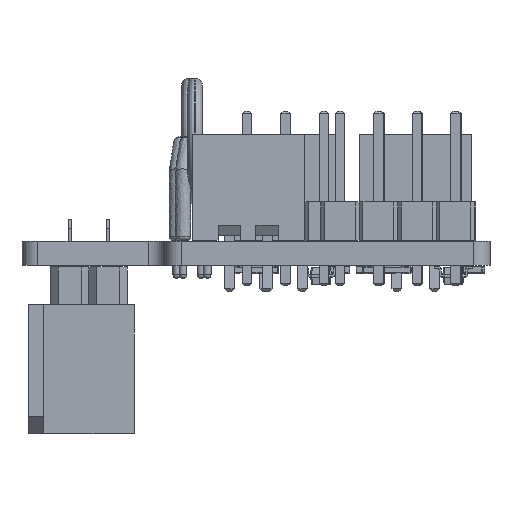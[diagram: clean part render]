
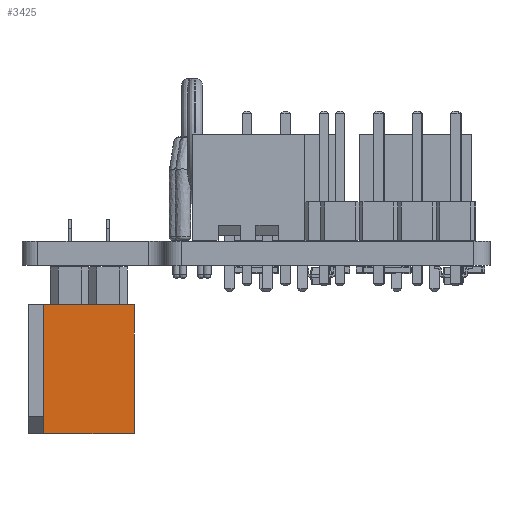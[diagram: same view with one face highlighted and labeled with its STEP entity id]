
A CAD part, front view. The second image highlights one B-rep face of the part: STEP entity #3425.
In plain terms, the highlighted free-form (B-spline) face has degree [1, 1] with [2, 2] control points.
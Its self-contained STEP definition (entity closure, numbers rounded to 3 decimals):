
#240 = B_SPLINE_SURFACE_WITH_KNOTS('',1,1,(
    (#241,#242)
    ,(#243,#244
    )),.UNSPECIFIED.,.F.,.F.,.F.,(2,2),(2,2),(-12.9,0.2),(-1.46,5.54),
  .PIECEWISE_BEZIER_KNOTS.);
#241 = CARTESIAN_POINT('',(2.73,1.47,0.));
#242 = CARTESIAN_POINT('',(-4.27,1.47,0.));
#243 = CARTESIAN_POINT('',(2.73,-11.63,0.));
#244 = CARTESIAN_POINT('',(-4.27,-11.63,0.));
#2424 = VERTEX_POINT('',#2425);
#2425 = CARTESIAN_POINT('',(-4.27,-11.63,0.));
#2437 = B_SPLINE_SURFACE_WITH_KNOTS('',1,1,(
    (#2438,#2439)
    ,(#2440,#2441
    )),.UNSPECIFIED.,.F.,.F.,.F.,(2,2),(2,2),(-4.25,4.25),(-6.55,6.55),
  .PIECEWISE_BEZIER_KNOTS.);
#2438 = CARTESIAN_POINT('',(-4.27,-11.63,8.5));
#2439 = CARTESIAN_POINT('',(-4.27,1.47,8.5));
#2440 = CARTESIAN_POINT('',(-4.27,-11.63,0.));
#2441 = CARTESIAN_POINT('',(-4.27,1.47,0.));
#2574 = VERTEX_POINT('',#2575);
#2575 = CARTESIAN_POINT('',(1.73,-11.63,0.));
#2587 = B_SPLINE_SURFACE_WITH_KNOTS('',1,1,(
    (#2588,#2589)
    ,(#2590,#2591
  )),.UNSPECIFIED.,.F.,.F.,.F.,(2,2),(2,2),(-6.55,-0.75),(-4.25,4.25),
  .PIECEWISE_BEZIER_KNOTS.);
#2588 = CARTESIAN_POINT('',(1.73,-11.63,0.));
#2589 = CARTESIAN_POINT('',(1.73,-11.63,8.5));
#2590 = CARTESIAN_POINT('',(1.73,-5.83,0.));
#2591 = CARTESIAN_POINT('',(1.73,-5.83,8.5));
#2598 = EDGE_CURVE('',#2574,#2424,#2599,.T.);
#2599 = SURFACE_CURVE('',#2600,(#2603,#2609),.PCURVE_S1.);
#2600 = B_SPLINE_CURVE_WITH_KNOTS('',1,(#2601,#2602),.UNSPECIFIED.,.F.,
  .F.,(2,2),(0.,6.),.PIECEWISE_BEZIER_KNOTS.);
#2601 = CARTESIAN_POINT('',(1.73,-11.63,0.));
#2602 = CARTESIAN_POINT('',(-4.27,-11.63,0.));
#2603 = PCURVE('',#240,#2604);
#2604 = DEFINITIONAL_REPRESENTATION('',(#2605),#2608);
#2605 = B_SPLINE_CURVE_WITH_KNOTS('',1,(#2606,#2607),.UNSPECIFIED.,.F.,
  .F.,(2,2),(0.,6.),.PIECEWISE_BEZIER_KNOTS.);
#2606 = CARTESIAN_POINT('',(0.2,-0.46));
#2607 = CARTESIAN_POINT('',(0.2,5.54));
#2608 = ( GEOMETRIC_REPRESENTATION_CONTEXT(2) 
PARAMETRIC_REPRESENTATION_CONTEXT() REPRESENTATION_CONTEXT('2D SPACE',''
  ) );
#2609 = PCURVE('',#2610,#2615);
#2610 = B_SPLINE_SURFACE_WITH_KNOTS('',1,1,(
    (#2611,#2612)
    ,(#2613,#2614
    )),.UNSPECIFIED.,.F.,.F.,.F.,(2,2),(2,2),(0.,8.5),(0.,6.),
  .PIECEWISE_BEZIER_KNOTS.);
#2611 = CARTESIAN_POINT('',(1.73,-11.63,0.));
#2612 = CARTESIAN_POINT('',(-4.27,-11.63,0.));
#2613 = CARTESIAN_POINT('',(1.73,-11.63,8.5));
#2614 = CARTESIAN_POINT('',(-4.27,-11.63,8.5));
#2615 = DEFINITIONAL_REPRESENTATION('',(#2616),#2619);
#2616 = B_SPLINE_CURVE_WITH_KNOTS('',1,(#2617,#2618),.UNSPECIFIED.,.F.,
  .F.,(2,2),(0.,6.),.PIECEWISE_BEZIER_KNOTS.);
#2617 = CARTESIAN_POINT('',(0.,0.));
#2618 = CARTESIAN_POINT('',(0.,6.));
#2619 = ( GEOMETRIC_REPRESENTATION_CONTEXT(2) 
PARAMETRIC_REPRESENTATION_CONTEXT() REPRESENTATION_CONTEXT('2D SPACE',''
  ) );
#3110 = B_SPLINE_SURFACE_WITH_KNOTS('',1,1,(
    (#3111,#3112)
    ,(#3113,#3114
    )),.UNSPECIFIED.,.F.,.F.,.F.,(2,2),(2,2),(0.,13.1),(-1.,6.),
  .PIECEWISE_BEZIER_KNOTS.);
#3111 = CARTESIAN_POINT('',(2.73,-11.63,8.5));
#3112 = CARTESIAN_POINT('',(-4.27,-11.63,8.5));
#3113 = CARTESIAN_POINT('',(2.73,1.47,8.5));
#3114 = CARTESIAN_POINT('',(-4.27,1.47,8.5));
#3300 = VERTEX_POINT('',#3301);
#3301 = CARTESIAN_POINT('',(1.73,-11.63,8.5));
#3319 = EDGE_CURVE('',#2574,#3300,#3320,.T.);
#3320 = SURFACE_CURVE('',#3321,(#3324,#3330),.PCURVE_S1.);
#3321 = B_SPLINE_CURVE_WITH_KNOTS('',1,(#3322,#3323),.UNSPECIFIED.,.F.,
  .F.,(2,2),(0.,8.5),.PIECEWISE_BEZIER_KNOTS.);
#3322 = CARTESIAN_POINT('',(1.73,-11.63,0.));
#3323 = CARTESIAN_POINT('',(1.73,-11.63,8.5));
#3324 = PCURVE('',#2587,#3325);
#3325 = DEFINITIONAL_REPRESENTATION('',(#3326),#3329);
#3326 = B_SPLINE_CURVE_WITH_KNOTS('',1,(#3327,#3328),.UNSPECIFIED.,.F.,
  .F.,(2,2),(0.,8.5),.PIECEWISE_BEZIER_KNOTS.);
#3327 = CARTESIAN_POINT('',(-6.55,-4.25));
#3328 = CARTESIAN_POINT('',(-6.55,4.25));
#3329 = ( GEOMETRIC_REPRESENTATION_CONTEXT(2) 
PARAMETRIC_REPRESENTATION_CONTEXT() REPRESENTATION_CONTEXT('2D SPACE',''
  ) );
#3330 = PCURVE('',#2610,#3331);
#3331 = DEFINITIONAL_REPRESENTATION('',(#3332),#3335);
#3332 = B_SPLINE_CURVE_WITH_KNOTS('',1,(#3333,#3334),.UNSPECIFIED.,.F.,
  .F.,(2,2),(0.,8.5),.PIECEWISE_BEZIER_KNOTS.);
#3333 = CARTESIAN_POINT('',(0.,0.));
#3334 = CARTESIAN_POINT('',(8.5,0.));
#3335 = ( GEOMETRIC_REPRESENTATION_CONTEXT(2) 
PARAMETRIC_REPRESENTATION_CONTEXT() REPRESENTATION_CONTEXT('2D SPACE',''
  ) );
#3425 = ADVANCED_FACE('',(#3426),#2610,.T.);
#3426 = FACE_BOUND('',#3427,.T.);
#3427 = EDGE_LOOP('',(#3428,#3429,#3449,#3467));
#3428 = ORIENTED_EDGE('',*,*,#3319,.T.);
#3429 = ORIENTED_EDGE('',*,*,#3430,.F.);
#3430 = EDGE_CURVE('',#3431,#3300,#3433,.T.);
#3431 = VERTEX_POINT('',#3432);
#3432 = CARTESIAN_POINT('',(-4.27,-11.63,8.5));
#3433 = SURFACE_CURVE('',#3434,(#3437,#3443),.PCURVE_S1.);
#3434 = B_SPLINE_CURVE_WITH_KNOTS('',1,(#3435,#3436),.UNSPECIFIED.,.F.,
  .F.,(2,2),(-6.,0.),.PIECEWISE_BEZIER_KNOTS.);
#3435 = CARTESIAN_POINT('',(-4.27,-11.63,8.5));
#3436 = CARTESIAN_POINT('',(1.73,-11.63,8.5));
#3437 = PCURVE('',#2610,#3438);
#3438 = DEFINITIONAL_REPRESENTATION('',(#3439),#3442);
#3439 = B_SPLINE_CURVE_WITH_KNOTS('',1,(#3440,#3441),.UNSPECIFIED.,.F.,
  .F.,(2,2),(-6.,0.),.PIECEWISE_BEZIER_KNOTS.);
#3440 = CARTESIAN_POINT('',(8.5,6.));
#3441 = CARTESIAN_POINT('',(8.5,0.));
#3442 = ( GEOMETRIC_REPRESENTATION_CONTEXT(2) 
PARAMETRIC_REPRESENTATION_CONTEXT() REPRESENTATION_CONTEXT('2D SPACE',''
  ) );
#3443 = PCURVE('',#3110,#3444);
#3444 = DEFINITIONAL_REPRESENTATION('',(#3445),#3448);
#3445 = B_SPLINE_CURVE_WITH_KNOTS('',1,(#3446,#3447),.UNSPECIFIED.,.F.,
  .F.,(2,2),(-6.,0.),.PIECEWISE_BEZIER_KNOTS.);
#3446 = CARTESIAN_POINT('',(0.,6.));
#3447 = CARTESIAN_POINT('',(0.,0.));
#3448 = ( GEOMETRIC_REPRESENTATION_CONTEXT(2) 
PARAMETRIC_REPRESENTATION_CONTEXT() REPRESENTATION_CONTEXT('2D SPACE',''
  ) );
#3449 = ORIENTED_EDGE('',*,*,#3450,.F.);
#3450 = EDGE_CURVE('',#2424,#3431,#3451,.T.);
#3451 = SURFACE_CURVE('',#3452,(#3455,#3461),.PCURVE_S1.);
#3452 = B_SPLINE_CURVE_WITH_KNOTS('',1,(#3453,#3454),.UNSPECIFIED.,.F.,
  .F.,(2,2),(-2.125,6.375),.PIECEWISE_BEZIER_KNOTS.);
#3453 = CARTESIAN_POINT('',(-4.27,-11.63,0.));
#3454 = CARTESIAN_POINT('',(-4.27,-11.63,8.5));
#3455 = PCURVE('',#2610,#3456);
#3456 = DEFINITIONAL_REPRESENTATION('',(#3457),#3460);
#3457 = B_SPLINE_CURVE_WITH_KNOTS('',1,(#3458,#3459),.UNSPECIFIED.,.F.,
  .F.,(2,2),(-2.125,6.375),.PIECEWISE_BEZIER_KNOTS.);
#3458 = CARTESIAN_POINT('',(0.,6.));
#3459 = CARTESIAN_POINT('',(8.5,6.));
#3460 = ( GEOMETRIC_REPRESENTATION_CONTEXT(2) 
PARAMETRIC_REPRESENTATION_CONTEXT() REPRESENTATION_CONTEXT('2D SPACE',''
  ) );
#3461 = PCURVE('',#2437,#3462);
#3462 = DEFINITIONAL_REPRESENTATION('',(#3463),#3466);
#3463 = B_SPLINE_CURVE_WITH_KNOTS('',1,(#3464,#3465),.UNSPECIFIED.,.F.,
  .F.,(2,2),(-2.125,6.375),.PIECEWISE_BEZIER_KNOTS.);
#3464 = CARTESIAN_POINT('',(4.25,-6.55));
#3465 = CARTESIAN_POINT('',(-4.25,-6.55));
#3466 = ( GEOMETRIC_REPRESENTATION_CONTEXT(2) 
PARAMETRIC_REPRESENTATION_CONTEXT() REPRESENTATION_CONTEXT('2D SPACE',''
  ) );
#3467 = ORIENTED_EDGE('',*,*,#2598,.F.);
